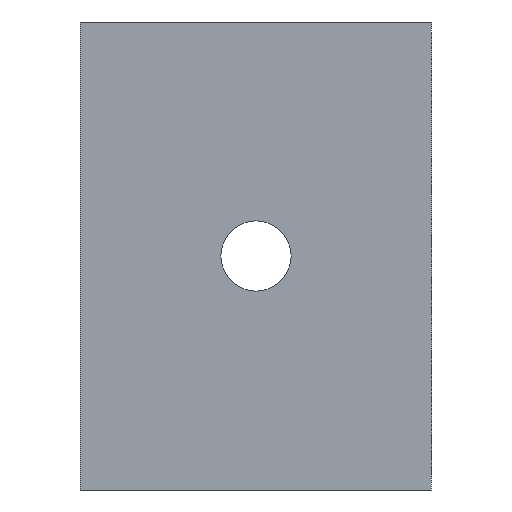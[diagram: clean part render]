
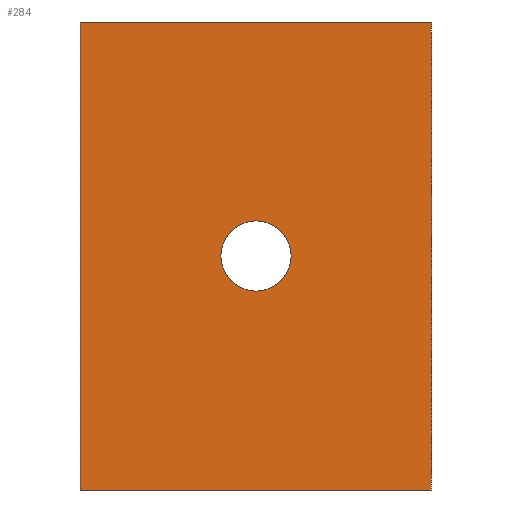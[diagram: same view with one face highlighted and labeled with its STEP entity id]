
A CAD part, front view. The second image highlights one B-rep face of the part: STEP entity #284.
In plain terms, the highlighted planar face has unit normal (0, -1, 0).
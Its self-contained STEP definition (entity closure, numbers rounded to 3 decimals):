
#31 = VECTOR ( 'NONE', #86, 1000. ) ;
#64 = VECTOR ( 'NONE', #154, 1000. ) ;
#86 = DIRECTION ( 'NONE',  ( 0., 0., 1. ) ) ;
#89 = AXIS2_PLACEMENT_3D ( 'NONE', #330, #929, #339 ) ;
#147 = VECTOR ( 'NONE', #491, 1000. ) ;
#154 = DIRECTION ( 'NONE',  ( 0., 0., -1. ) ) ;
#161 = DIRECTION ( 'NONE',  ( 0., 0., -1. ) ) ;
#189 = CARTESIAN_POINT ( 'NONE',  ( -7.5, -3., 10. ) ) ;
#208 = EDGE_CURVE ( 'NONE', #382, #276, #750, .T. ) ;
#258 = DIRECTION ( 'NONE',  ( 0., 0., -1. ) ) ;
#266 = ORIENTED_EDGE ( 'NONE', *, *, #749, .T. ) ;
#276 = VERTEX_POINT ( 'NONE', #412 ) ;
#284 = ADVANCED_FACE ( 'NONE', ( #651, #452 ), #507, .T. ) ;
#315 = LINE ( 'NONE', #425, #31 ) ;
#330 = CARTESIAN_POINT ( 'NONE',  ( 0., -3., 0. ) ) ;
#332 = CARTESIAN_POINT ( 'NONE',  ( 7.5, -3., 10. ) ) ;
#333 = EDGE_CURVE ( 'NONE', #667, #382, #463, .T. ) ;
#339 = DIRECTION ( 'NONE',  ( 0., 0., -1. ) ) ;
#382 = VERTEX_POINT ( 'NONE', #773 ) ;
#400 = ORIENTED_EDGE ( 'NONE', *, *, #539, .F. ) ;
#412 = CARTESIAN_POINT ( 'NONE',  ( 7.5, -3., -10. ) ) ;
#425 = CARTESIAN_POINT ( 'NONE',  ( 7.5, -3., -10. ) ) ;
#438 = CARTESIAN_POINT ( 'NONE',  ( -7.5, -3., 10. ) ) ;
#452 = FACE_BOUND ( 'NONE', #544, .T. ) ;
#457 = LINE ( 'NONE', #332, #527 ) ;
#463 = LINE ( 'NONE', #189, #64 ) ;
#482 = EDGE_CURVE ( 'NONE', #1078, #906, #1048, .T. ) ;
#491 = DIRECTION ( 'NONE',  ( 1., 0., 0. ) ) ;
#504 = CARTESIAN_POINT ( 'NONE',  ( 0., -3., 0. ) ) ;
#507 = PLANE ( 'NONE',  #89 ) ;
#514 = CARTESIAN_POINT ( 'NONE',  ( 0., -3., 0. ) ) ;
#527 = VECTOR ( 'NONE', #936, 1000. ) ;
#539 = EDGE_CURVE ( 'NONE', #906, #1078, #708, .T. ) ;
#544 = EDGE_LOOP ( 'NONE', ( #400, #850 ) ) ;
#571 = AXIS2_PLACEMENT_3D ( 'NONE', #504, #932, #258 ) ;
#609 = VERTEX_POINT ( 'NONE', #922 ) ;
#611 = EDGE_LOOP ( 'NONE', ( #954, #707, #266, #618 ) ) ;
#618 = ORIENTED_EDGE ( 'NONE', *, *, #623, .T. ) ;
#623 = EDGE_CURVE ( 'NONE', #609, #667, #457, .T. ) ;
#650 = CARTESIAN_POINT ( 'NONE',  ( 0., -3., -1.5 ) ) ;
#651 = FACE_OUTER_BOUND ( 'NONE', #611, .T. ) ;
#667 = VERTEX_POINT ( 'NONE', #438 ) ;
#702 = AXIS2_PLACEMENT_3D ( 'NONE', #514, #1002, #161 ) ;
#707 = ORIENTED_EDGE ( 'NONE', *, *, #208, .T. ) ;
#708 = CIRCLE ( 'NONE', #571, 1.5 ) ;
#749 = EDGE_CURVE ( 'NONE', #276, #609, #315, .T. ) ;
#750 = LINE ( 'NONE', #814, #147 ) ;
#773 = CARTESIAN_POINT ( 'NONE',  ( -7.5, -3., -10. ) ) ;
#814 = CARTESIAN_POINT ( 'NONE',  ( -7.5, -3., -10. ) ) ;
#850 = ORIENTED_EDGE ( 'NONE', *, *, #482, .F. ) ;
#875 = CARTESIAN_POINT ( 'NONE',  ( 0., -3., 1.5 ) ) ;
#906 = VERTEX_POINT ( 'NONE', #875 ) ;
#922 = CARTESIAN_POINT ( 'NONE',  ( 7.5, -3., 10. ) ) ;
#929 = DIRECTION ( 'NONE',  ( 0., -1., 0. ) ) ;
#932 = DIRECTION ( 'NONE',  ( 0., -1., 0. ) ) ;
#936 = DIRECTION ( 'NONE',  ( -1., 0., 0. ) ) ;
#954 = ORIENTED_EDGE ( 'NONE', *, *, #333, .T. ) ;
#1002 = DIRECTION ( 'NONE',  ( 0., -1., 0. ) ) ;
#1048 = CIRCLE ( 'NONE', #702, 1.5 ) ;
#1078 = VERTEX_POINT ( 'NONE', #650 ) ;
